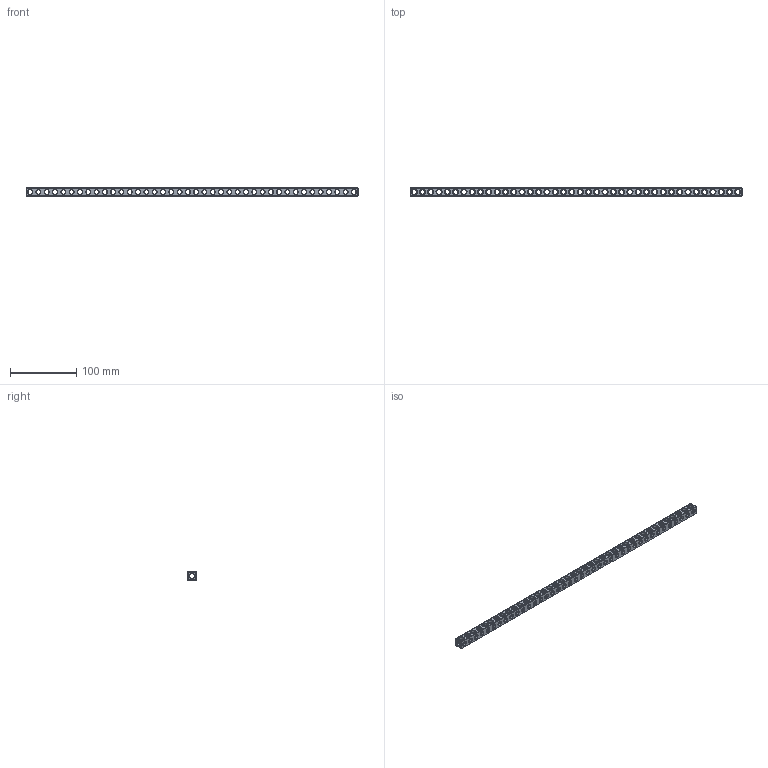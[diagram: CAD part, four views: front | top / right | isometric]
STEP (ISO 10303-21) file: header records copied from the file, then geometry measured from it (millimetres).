
FILE_DESCRIPTION(('FreeCAD Model'),'2;1');
FILE_NAME('Open CASCADE Shape Model','2021-05-30T22:02:23',( 'Paulo Kiefe'),('STEMFIE.org'),'Open CASCADE STEP processor 7.4', 'FreeCAD','Unknown');
FILE_SCHEMA(('AUTOMOTIVE_DESIGN { 1 0 10303 214 1 1 1 1 }'));
Products named in the file (1): Beam_STR_ESS_BU40x01x01_-_SPN-BEM-0077_(stemfie.org)
Bounding box: 500 x 12.5 x 12.5 mm (x, y, z)
Volume: 39048.3 mm3; surface area: 34892.9 mm2
Topology: 1 solids, 1 shells, 875 faces, 2878 edges, 1918 vertices
Faces by surface type: plane 376, cylinder 241, cone 162, extrusion 96
Full cylindrical faces by diameter (mm): 7 x201, 9.2 x40
Entity records: 83225 total; most frequent: CARTESIAN_POINT 29316, DIRECTION 9213, ORIENTED_EDGE 5756, PCURVE 5756, DEFINITIONAL_REPRESENTATION 5756, VECTOR 4964, LINE 4868, EDGE_CURVE 2878
